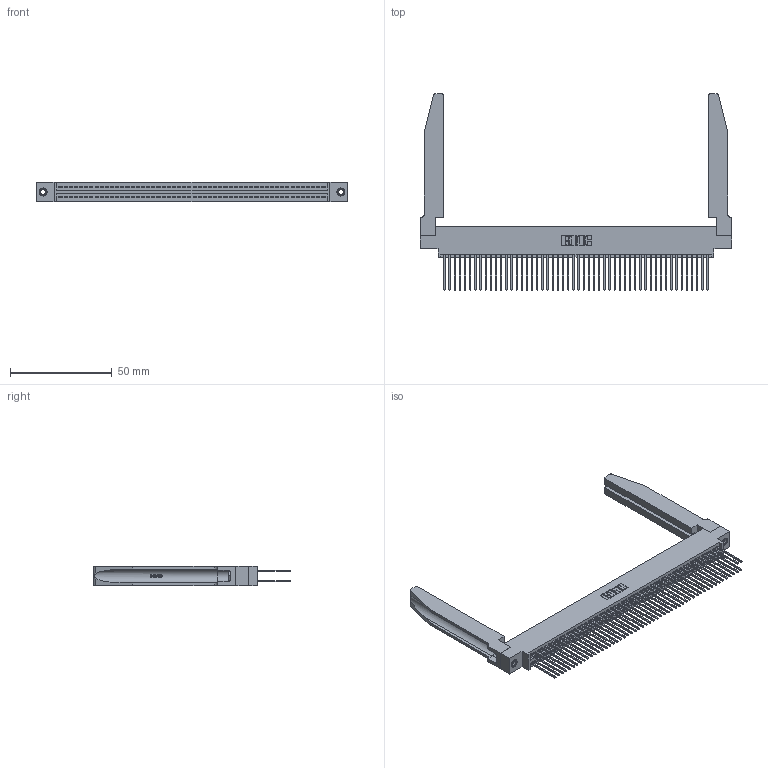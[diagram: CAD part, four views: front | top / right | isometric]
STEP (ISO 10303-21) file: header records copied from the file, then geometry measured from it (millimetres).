
FILE_DESCRIPTION (( 'STEP AP203' ), '1' );
FILE_NAME ('345-104-542-878.STEP', '2019-11-03T12:11:05', ( '' ), ( '' ), 'SwSTEP 2.0', 'SolidWorks 2016', '' );
FILE_SCHEMA (( 'CONFIG_CONTROL_DESIGN' ));
Length unit declared in the file: inch
Products named in the file (5): 345-220-078_345-220-078; 345-104-542-878; 345-250-001_345-250-001-102; 345 Part_0.170 Offset - 0.156 Dia-TH; 345-292-001_345-293-142
Assembly tree (109 placements, depth 2):
  345-104-542-878
    345 Part_0.170 Offset - 0.156 Dia-TH
    345-292-001_345-293-142  x104
    345-250-001_345-250-001-102  x2
    345-220-078_345-220-078  x2
Bounding box: 153.31 x 96.57 x 9.4 mm (x, y, z)
Volume: 23127.8 mm3; surface area: 32142 mm2
Topology: 109 solids, 109 shells, 5564 faces, 16457 edges, 10822 vertices
Faces by surface type: plane 3658, cylinder 1854, bspline 36, cone 12, torus 4
Entity records: 44344 total; most frequent: CARTESIAN_POINT 8343, ORIENTED_EDGE 7174, DIRECTION 6337, EDGE_CURVE 3587, LINE 3153, VECTOR 3153, VERTEX_POINT 2384, AXIS2_PLACEMENT_3D 1592
